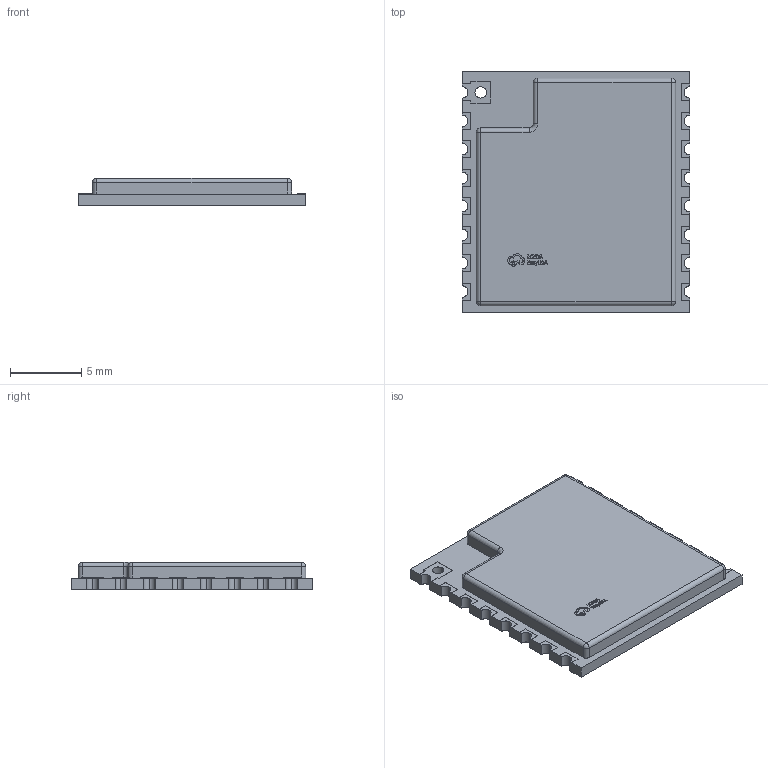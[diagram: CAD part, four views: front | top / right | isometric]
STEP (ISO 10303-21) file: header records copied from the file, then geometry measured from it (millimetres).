
FILE_DESCRIPTION (( 'STEP AP214' ), '1' );
FILE_NAME ('WIRELM-SMD_RA-01SH.step', '2022-07-15T13:58:12', ( '' ), ( '' ), 'SwSTEP 2.0', 'SolidWorks 2020', '' );
FILE_SCHEMA (( 'AUTOMOTIVE_DESIGN' ));
Length unit declared in the file: millimetre
Products named in the file (1): WIRELM-SMD_RA-01SH
Bounding box: 16 x 17 x 1.91 mm (x, y, z)
Volume: 444 mm3; surface area: 714.5 mm2
Topology: 46 solids, 46 shells, 643 faces, 1617 edges, 1069 vertices
Faces by surface type: plane 435, bspline 112, cylinder 90, sphere 5, torus 1
Entity records: 27811 total; most frequent: CARTESIAN_POINT 5429, ORIENTED_EDGE 3224, DIRECTION 2629, EDGE_CURVE 1612, VECTOR 1203, LINE 1203, VERTEX_POINT 1069, AXIS2_PLACEMENT_3D 713
